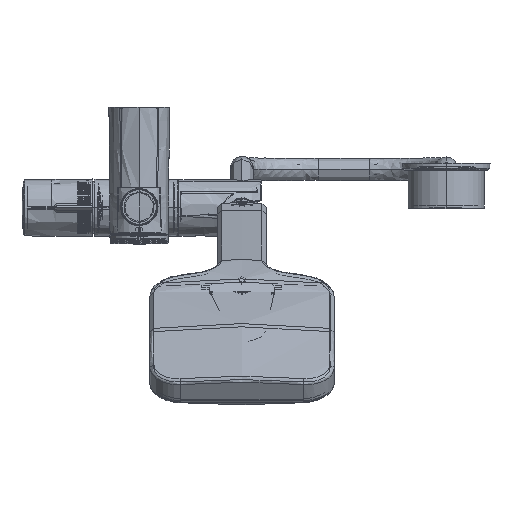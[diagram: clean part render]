
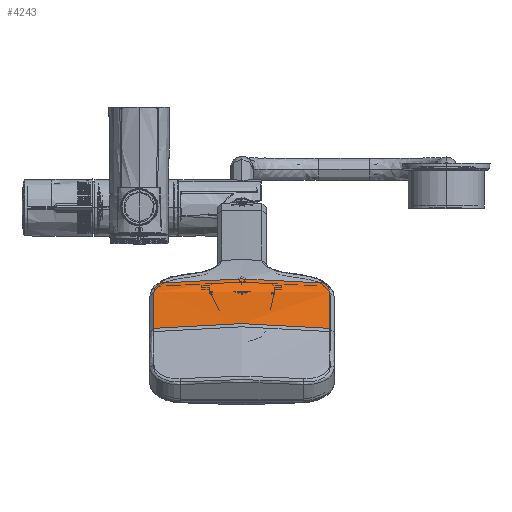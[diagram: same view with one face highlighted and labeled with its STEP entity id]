
A CAD part, top view. The second image highlights one B-rep face of the part: STEP entity #4243.
In plain terms, the highlighted cylindrical face has radius 450 mm (diameter 900 mm), a partial arc.
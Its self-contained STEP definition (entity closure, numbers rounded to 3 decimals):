
#4243=ADVANCED_FACE('',(#9458),#78705,.T.);
#9458=FACE_OUTER_BOUND('',#14244,.T.);
#14244=EDGE_LOOP('',(#29588,#29589,#29590,#29591,#29592,#29593,#29594,#29595));
#29588=ORIENTED_EDGE('',*,*,#49473,.F.);
#29589=ORIENTED_EDGE('',*,*,#49469,.F.);
#29590=ORIENTED_EDGE('',*,*,#49480,.T.);
#29591=ORIENTED_EDGE('',*,*,#49479,.T.);
#29592=ORIENTED_EDGE('',*,*,#49478,.T.);
#29593=ORIENTED_EDGE('',*,*,#49482,.T.);
#29594=ORIENTED_EDGE('',*,*,#49477,.F.);
#29595=ORIENTED_EDGE('',*,*,#49387,.F.);
#49387=EDGE_CURVE('',#73423,#73422,#58765,.T.);
#49469=EDGE_CURVE('',#73461,#73462,#64825,.T.);
#49473=EDGE_CURVE('',#73462,#73423,#64828,.T.);
#49477=EDGE_CURVE('',#73422,#73421,#58797,.T.);
#49478=EDGE_CURVE('',#73464,#73463,#64830,.T.);
#49479=EDGE_CURVE('',#73465,#73464,#58798,.T.);
#49480=EDGE_CURVE('',#73461,#73465,#58799,.T.);
#49482=EDGE_CURVE('',#73463,#73421,#64832,.T.);
#58765=(
BOUNDED_CURVE()
B_SPLINE_CURVE(2,(#186058,#186059,#186060),.UNSPECIFIED.,.F.,.F.)
B_SPLINE_CURVE_WITH_KNOTS((3,3),(-53.957,0.),.UNSPECIFIED.)
CURVE()
GEOMETRIC_REPRESENTATION_ITEM()
RATIONAL_B_SPLINE_CURVE((1.,0.998,1.))
REPRESENTATION_ITEM('')
);
#58797=(
BOUNDED_CURVE()
B_SPLINE_CURVE(2,(#186613,#186614,#186615),.UNSPECIFIED.,.F.,.F.)
B_SPLINE_CURVE_WITH_KNOTS((3,3),(0.,53.957),.UNSPECIFIED.)
CURVE()
GEOMETRIC_REPRESENTATION_ITEM()
RATIONAL_B_SPLINE_CURVE((1.,0.998,1.))
REPRESENTATION_ITEM('')
);
#58798=(
BOUNDED_CURVE()
B_SPLINE_CURVE(2,(#186618,#186619,#186620),.UNSPECIFIED.,.F.,.F.)
B_SPLINE_CURVE_WITH_KNOTS((3,3),(-57.539,0.),.UNSPECIFIED.)
CURVE()
GEOMETRIC_REPRESENTATION_ITEM()
RATIONAL_B_SPLINE_CURVE((1.,0.998,1.))
REPRESENTATION_ITEM('')
);
#58799=(
BOUNDED_CURVE()
B_SPLINE_CURVE(2,(#186621,#186622,#186623),.UNSPECIFIED.,.F.,.F.)
B_SPLINE_CURVE_WITH_KNOTS((3,3),(-57.539,0.),.UNSPECIFIED.)
CURVE()
GEOMETRIC_REPRESENTATION_ITEM()
RATIONAL_B_SPLINE_CURVE((1.,0.998,1.))
REPRESENTATION_ITEM('')
);
#64825=B_SPLINE_CURVE_WITH_KNOTS('',1,(#186567,#186568),.UNSPECIFIED.,.F.,
 .F.,(2,2),(-43.218,0.),.UNSPECIFIED.);
#64828=B_SPLINE_CURVE_WITH_KNOTS('',3,(#186586,#186587,#186588,#186589,
#186590,#186591,#186592,#186593,#186594,#186595),.UNSPECIFIED.,.F.,.F.,
(4,1,1,1,1,1,1,4),(-11.188,-9.593,-8.004,
-6.413,-4.821,-3.221,-1.612,
0.),.UNSPECIFIED.);
#64830=B_SPLINE_CURVE_WITH_KNOTS('',1,(#186616,#186617),.UNSPECIFIED.,.F.,
 .F.,(2,2),(-43.218,0.),.UNSPECIFIED.);
#64832=B_SPLINE_CURVE_WITH_KNOTS('',3,(#186631,#186632,#186633,#186634,
#186635,#186636,#186637,#186638,#186639,#186640),.UNSPECIFIED.,.F.,.F.,
(4,1,1,1,1,1,1,4),(0.,1.603,3.205,4.802,
6.394,7.988,9.584,11.188),
 .UNSPECIFIED.);
#73421=VERTEX_POINT('',#185289);
#73422=VERTEX_POINT('',#185290);
#73423=VERTEX_POINT('',#185291);
#73461=VERTEX_POINT('',#185329);
#73462=VERTEX_POINT('',#185330);
#73463=VERTEX_POINT('',#185331);
#73464=VERTEX_POINT('',#185332);
#73465=VERTEX_POINT('',#185333);
#78705=CYLINDRICAL_SURFACE('',#83739,450.);
#83739=AXIS2_PLACEMENT_3D('',#184166,#87118,$);
#87118=DIRECTION('',(-1.,0.,0.));
#184166=CARTESIAN_POINT('',(26.795,-426.,0.));
#185289=CARTESIAN_POINT('',(53.59,20.769,53.828));
#185290=CARTESIAN_POINT('',(53.59,24.,0.));
#185291=CARTESIAN_POINT('',(53.59,20.769,-53.828));
#185329=CARTESIAN_POINT('',(0.,20.326,-57.383));
#185330=CARTESIAN_POINT('',(43.218,20.326,-57.383));
#185331=CARTESIAN_POINT('',(43.218,20.326,57.383));
#185332=CARTESIAN_POINT('',(0.,20.326,57.383));
#185333=CARTESIAN_POINT('',(0.,24.,0.));
#186058=CARTESIAN_POINT('',(53.59,20.769,-53.828));
#186059=CARTESIAN_POINT('',(53.59,24.,-27.011));
#186060=CARTESIAN_POINT('',(53.59,24.,0.));
#186567=CARTESIAN_POINT('',(0.,20.326,-57.383));
#186568=CARTESIAN_POINT('',(43.218,20.326,-57.383));
#186586=CARTESIAN_POINT('',(43.218,20.326,-57.383));
#186587=CARTESIAN_POINT('',(43.749,20.326,-57.383));
#186588=CARTESIAN_POINT('',(44.808,20.333,-57.333));
#186589=CARTESIAN_POINT('',(46.383,20.362,-57.109));
#186590=CARTESIAN_POINT('',(47.929,20.409,-56.738));
#186591=CARTESIAN_POINT('',(49.436,20.474,-56.223));
#186592=CARTESIAN_POINT('',(50.894,20.556,-55.567));
#186593=CARTESIAN_POINT('',(52.289,20.654,-54.773));
#186594=CARTESIAN_POINT('',(53.166,20.729,-54.156));
#186595=CARTESIAN_POINT('',(53.59,20.769,-53.828));
#186613=CARTESIAN_POINT('',(53.59,24.,0.));
#186614=CARTESIAN_POINT('',(53.59,24.,27.011));
#186615=CARTESIAN_POINT('',(53.59,20.769,53.828));
#186616=CARTESIAN_POINT('',(0.,20.326,57.383));
#186617=CARTESIAN_POINT('',(43.218,20.326,57.383));
#186618=CARTESIAN_POINT('',(0.,24.,0.));
#186619=CARTESIAN_POINT('',(0.,24.,28.809));
#186620=CARTESIAN_POINT('',(0.,20.326,57.383));
#186621=CARTESIAN_POINT('',(0.,20.326,-57.383));
#186622=CARTESIAN_POINT('',(0.,24.,-28.809));
#186623=CARTESIAN_POINT('',(0.,24.,0.));
#186631=CARTESIAN_POINT('',(43.218,20.326,57.383));
#186632=CARTESIAN_POINT('',(43.751,20.326,57.383));
#186633=CARTESIAN_POINT('',(44.818,20.333,57.332));
#186634=CARTESIAN_POINT('',(46.401,20.362,57.105));
#186635=CARTESIAN_POINT('',(47.953,20.41,56.731));
#186636=CARTESIAN_POINT('',(49.459,20.475,56.214));
#186637=CARTESIAN_POINT('',(50.91,20.557,55.558));
#186638=CARTESIAN_POINT('',(52.297,20.655,54.768));
#186639=CARTESIAN_POINT('',(53.169,20.73,54.155));
#186640=CARTESIAN_POINT('',(53.59,20.769,53.828));
